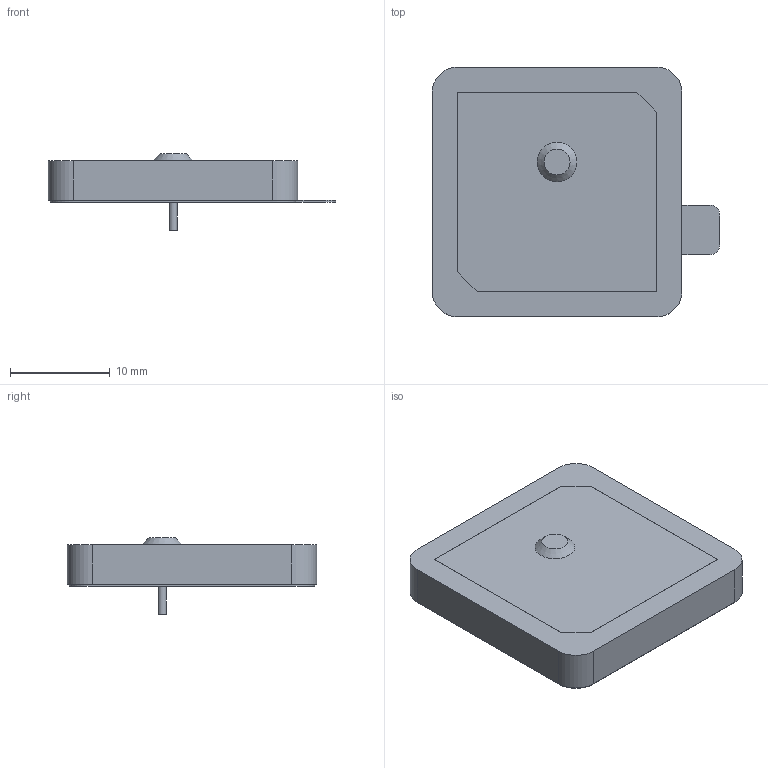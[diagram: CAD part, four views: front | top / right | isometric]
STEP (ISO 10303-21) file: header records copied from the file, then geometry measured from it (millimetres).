
FILE_DESCRIPTION(('FreeCAD Model'),'2;1');
FILE_NAME( '1461680001.stp', '2021-01-04T19:52:41',('Author'),(''), 'Open CASCADE STEP processor 7.3','FreeCAD','Unknown');
FILE_SCHEMA(('AUTOMOTIVE_DESIGN { 1 0 10303 214 1 1 1 1 }'));
Length unit declared in the file: millimetre
Products named in the file (1): 1
Bounding box: 28.8 x 25 x 7.7 mm (x, y, z)
Volume: 2611.5 mm3; surface area: 1693.3 mm2
Topology: 1 solids, 1 shells, 39 faces, 99 edges, 66 vertices
Faces by surface type: plane 26, cylinder 12, cone 1
Full cylindrical faces by diameter (mm): 0.8 x1, 4 x1
Entity records: 2781 total; most frequent: CARTESIAN_POINT 466, DIRECTION 392, LINE 238, VECTOR 238, ORIENTED_EDGE 198, PCURVE 198, DEFINITIONAL_REPRESENTATION 198, EDGE_CURVE 99
